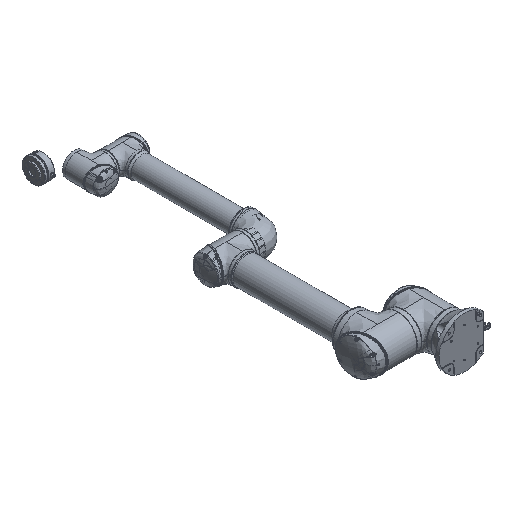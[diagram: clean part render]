
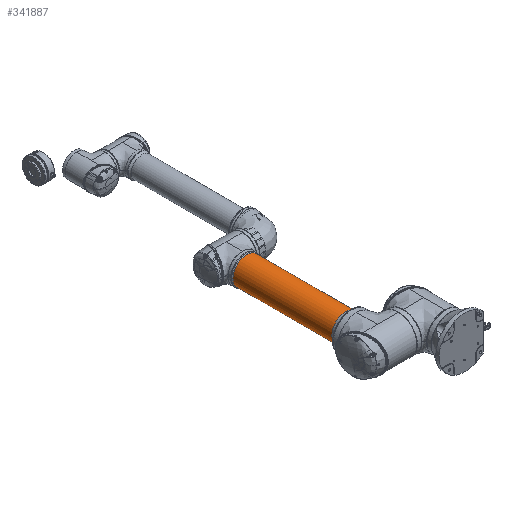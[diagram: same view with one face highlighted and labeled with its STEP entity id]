
A CAD part, isometric view. The second image highlights one B-rep face of the part: STEP entity #341887.
In plain terms, the highlighted cylindrical face has radius 55 mm (diameter 110 mm), a full revolution.
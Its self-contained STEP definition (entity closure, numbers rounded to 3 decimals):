
#28247 = DIRECTION ( 'NONE',  ( 0., -1., 0. ) ) ;
#76492 = DIRECTION ( 'NONE',  ( 0., 1., 0. ) ) ;
#79825 = ORIENTED_EDGE ( 'NONE', *, *, #126510, .T. ) ;
#102112 = DIRECTION ( 'NONE',  ( 0., 0., 1. ) ) ;
#104388 = AXIS2_PLACEMENT_3D ( 'NONE', #302821, #299891, #102112 ) ;
#113755 = FACE_OUTER_BOUND ( 'NONE', #135520, .T. ) ;
#126510 = EDGE_CURVE ( 'NONE', #134151, #134151, #264446, .T. ) ;
#134151 = VERTEX_POINT ( 'NONE', #190558 ) ;
#135520 = EDGE_LOOP ( 'NONE', ( #79825 ) ) ;
#178690 = CARTESIAN_POINT ( 'NONE',  ( 1147.733, -1583.746, -1354.966 ) ) ;
#190558 = CARTESIAN_POINT ( 'NONE',  ( 1147.733, -1981.052, -1354.966 ) ) ;
#192386 = CYLINDRICAL_SURFACE ( 'NONE', #104388, 55. ) ;
#217364 = VERTEX_POINT ( 'NONE', #178690 ) ;
#229007 = FACE_OUTER_BOUND ( 'NONE', #420155, .T. ) ;
#261224 = CARTESIAN_POINT ( 'NONE',  ( 1147.733, -1583.746, -1409.966 ) ) ;
#264446 = CIRCLE ( 'NONE', #382476, 55. ) ;
#299891 = DIRECTION ( 'NONE',  ( 0., 1., 0. ) ) ;
#302821 = CARTESIAN_POINT ( 'NONE',  ( 1147.733, -2019.746, -1409.966 ) ) ;
#320977 = AXIS2_PLACEMENT_3D ( 'NONE', #261224, #28247, #395840 ) ;
#330936 = ORIENTED_EDGE ( 'NONE', *, *, #370931, .T. ) ;
#341887 = ADVANCED_FACE ( 'NONE', ( #113755, #229007 ), #192386, .T. ) ;
#364034 = CIRCLE ( 'NONE', #320977, 55. ) ;
#370931 = EDGE_CURVE ( 'NONE', #217364, #217364, #364034, .T. ) ;
#375308 = CARTESIAN_POINT ( 'NONE',  ( 1147.733, -1981.052, -1409.966 ) ) ;
#382476 = AXIS2_PLACEMENT_3D ( 'NONE', #375308, #76492, #411729 ) ;
#395840 = DIRECTION ( 'NONE',  ( 0., 0., 1. ) ) ;
#411729 = DIRECTION ( 'NONE',  ( 0., 0., 1. ) ) ;
#420155 = EDGE_LOOP ( 'NONE', ( #330936 ) ) ;
